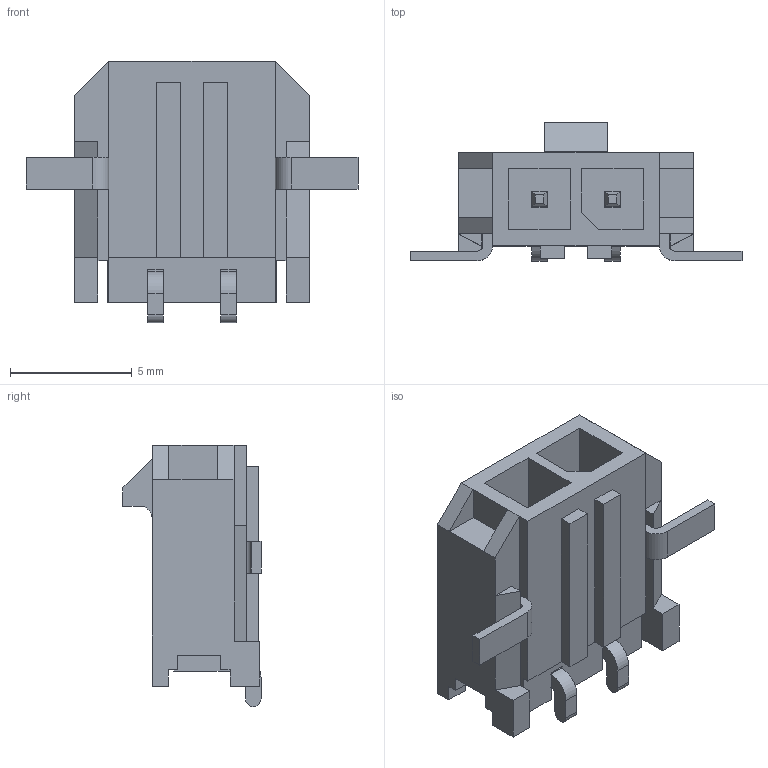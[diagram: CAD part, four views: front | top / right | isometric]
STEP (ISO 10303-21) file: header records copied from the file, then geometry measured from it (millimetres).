
FILE_DESCRIPTION(('STEP AP242'),'1');
FILE_NAME('0436500212.stp','2024-02-29T10:19:34',('TraceParts'),('TraceParts S.A.'),'Spatial InterOp 3D',' ',' ');
FILE_SCHEMA(('AP242_MANAGED_MODEL_BASED_3D_ENGINEERING_MIM_LF {1 0 10303 442 1 1 4}'));
Length unit declared in the file: millimetre
Products named in the file (1): 0436500212_1
Bounding box: 13.65 x 5.67 x 10.74 mm (x, y, z)
Volume: 256.3 mm3; surface area: 610 mm2
Topology: 2 solids, 2 shells, 194 faces, 535 edges, 342 vertices
Faces by surface type: plane 181, cylinder 13
Entity records: 6074 total; most frequent: CARTESIAN_POINT 1073, ORIENTED_EDGE 1070, DIRECTION 961, EDGE_CURVE 535, LINE 501, VECTOR 501, VERTEX_POINT 342, AXIS2_PLACEMENT_3D 230
